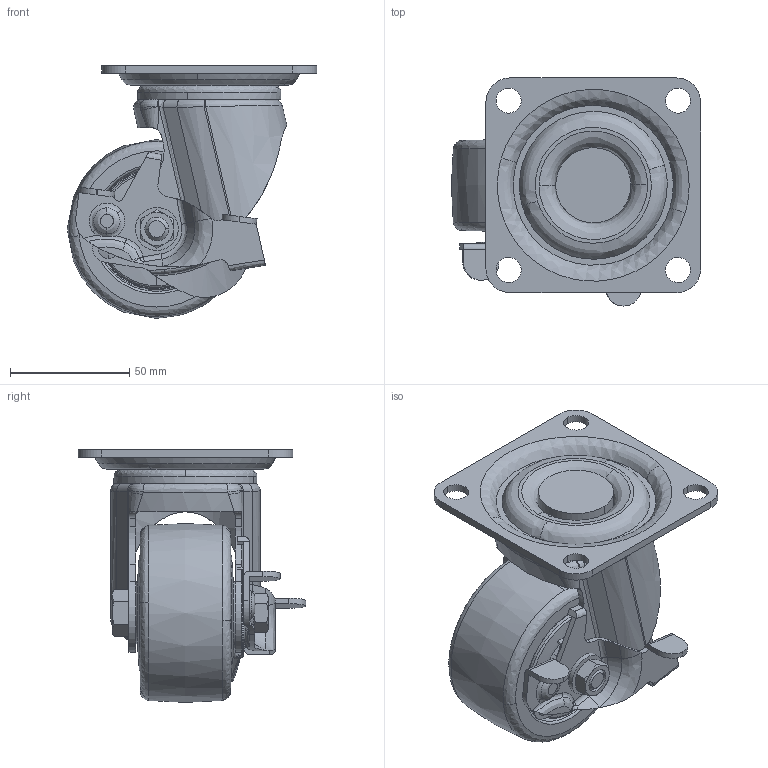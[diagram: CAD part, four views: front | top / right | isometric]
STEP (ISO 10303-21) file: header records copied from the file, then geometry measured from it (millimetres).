
FILE_DESCRIPTION((''),'2;1');
FILE_NAME('','2009-03-19T14:16:37',(''),(''),'','CADfix','');
FILE_SCHEMA(('AUTOMOTIVE_DESIGN { 1 0 10303 214 1 1 1 1 }'));
Length unit declared in the file: millimetre
Bounding box: 104.5 x 95.5 x 106 mm (x, y, z)
Volume: 271790.2 mm3; surface area: 81650.6 mm2
Topology: 6 solids, 12 shells, 410 faces, 1186 edges, 800 vertices
Faces by surface type: bspline 410
Entity records: 20475 total; most frequent: CARTESIAN_POINT 13927, ORIENTED_EDGE 2320, EDGE_CURVE 1181, VERTEX_POINT 800, EDGE_LOOP 447, FACE_OUTER_BOUND 410, ADVANCED_FACE 410, QUASI_UNIFORM_CURVE 384
